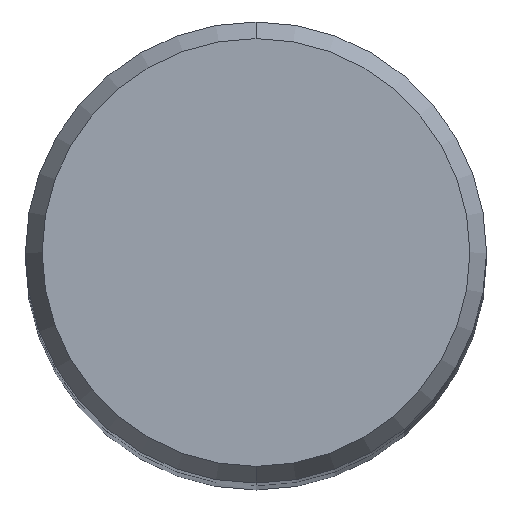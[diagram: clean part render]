
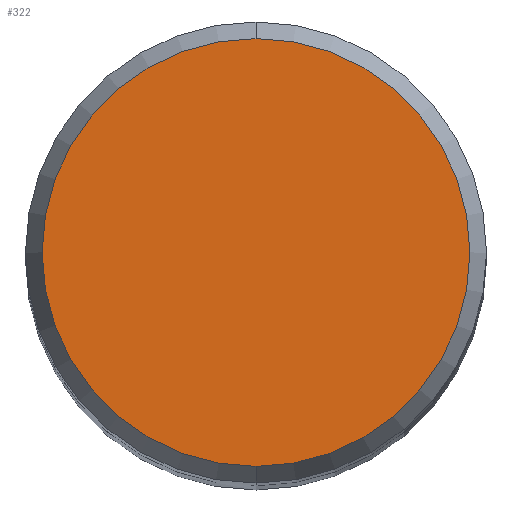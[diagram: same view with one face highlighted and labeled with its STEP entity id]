
A CAD part, top view. The second image highlights one B-rep face of the part: STEP entity #322.
In plain terms, the highlighted planar face has unit normal (0, 0, 1).
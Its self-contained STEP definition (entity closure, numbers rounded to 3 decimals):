
#270=VERTEX_POINT('',#592);
#272=EDGE_CURVE('',#270,#330,#594,.T.);
#322=ADVANCED_FACE('',(#650),#651,.T.);
#330=VERTEX_POINT('',#661);
#338=EDGE_CURVE('',#330,#270,#670,.T.);
#592=CARTESIAN_POINT('',(0.0,8.837,0.));
#594=CIRCLE('',#1154,8.837);
#650=FACE_OUTER_BOUND('',#1290,.T.);
#651=PLANE('',#1291);
#661=CARTESIAN_POINT('',(0.,-8.837,0.));
#670=CIRCLE('',#1315,8.837);
#1154=AXIS2_PLACEMENT_3D('',#1702,#1703,#1704);
#1290=EDGE_LOOP('',(#1777,#1778));
#1291=AXIS2_PLACEMENT_3D('',#1779,#1780,#1781);
#1315=AXIS2_PLACEMENT_3D('',#1800,#1801,#1802);
#1702=CARTESIAN_POINT('',(0.0,0.0,0.));
#1703=DIRECTION('',(0.0,0.0,-1.0));
#1704=DIRECTION('',(0.0,1.0,0.0));
#1777=ORIENTED_EDGE('',*,*,#272,.F.);
#1778=ORIENTED_EDGE('',*,*,#338,.F.);
#1779=CARTESIAN_POINT('',(0.0,4.419,0.));
#1780=DIRECTION('',(-0.0,0.0,1.0));
#1781=DIRECTION('',(0.0,-1.0,0.0));
#1800=CARTESIAN_POINT('',(0.0,0.0,0.));
#1801=DIRECTION('',(0.0,0.0,-1.0));
#1802=DIRECTION('',(0.0,1.0,0.0));
